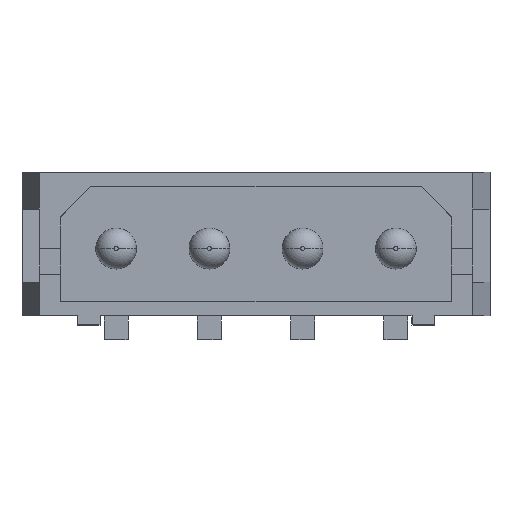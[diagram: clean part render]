
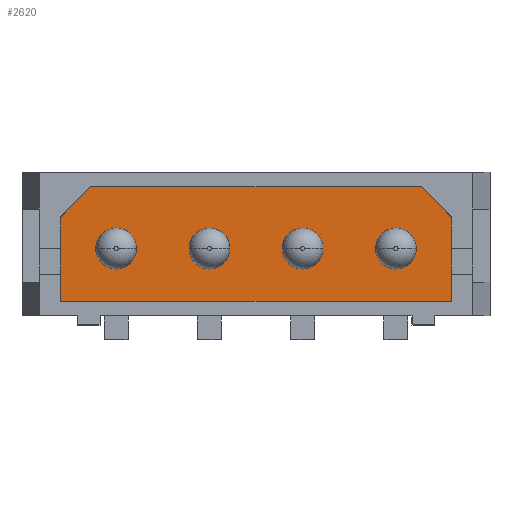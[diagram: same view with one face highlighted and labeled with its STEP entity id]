
A CAD part, top view. The second image highlights one B-rep face of the part: STEP entity #2620.
In plain terms, the highlighted planar face has unit normal (0, 0, 1).
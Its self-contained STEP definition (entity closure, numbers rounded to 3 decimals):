
#1 = AXIS2_PLACEMENT_3D ( 'NONE', #1636, #3580, #1936 ) ;
#5 = VECTOR ( 'NONE', #1493, 1000. ) ;
#10 = AXIS2_PLACEMENT_3D ( 'NONE', #3567, #1914, #175 ) ;
#23 = AXIS2_PLACEMENT_3D ( 'NONE', #1021, #3042, #1306 ) ;
#34 = ORIENTED_EDGE ( 'NONE', *, *, #2202, .F. ) ;
#35 = AXIS2_PLACEMENT_3D ( 'NONE', #1109, #2381, #1001 ) ;
#40 = CARTESIAN_POINT ( 'NONE',  ( -8.73, 0., 4.2 ) ) ;
#51 = CARTESIAN_POINT ( 'NONE',  ( 1.43, 0., 4.2 ) ) ;
#85 = AXIS2_PLACEMENT_3D ( 'NONE', #3361, #1681, #3613 ) ;
#122 = ORIENTED_EDGE ( 'NONE', *, *, #2883, .T. ) ;
#132 = CARTESIAN_POINT ( 'NONE',  ( -10.65, -2.875, 4.2 ) ) ;
#140 = CIRCLE ( 'NONE', #23, 1.11 ) ;
#175 = DIRECTION ( 'NONE',  ( 1., 0., 0. ) ) ;
#177 = DIRECTION ( 'NONE',  ( 0., 0., 1. ) ) ;
#191 = CARTESIAN_POINT ( 'NONE',  ( -6.51, 0., 4.2 ) ) ;
#218 = EDGE_LOOP ( 'NONE', ( #34, #793 ) ) ;
#221 = CARTESIAN_POINT ( 'NONE',  ( -1.43, 0., 4.2 ) ) ;
#246 = LINE ( 'NONE', #132, #925 ) ;
#274 = DIRECTION ( 'NONE',  ( 0., 0., 1. ) ) ;
#321 = ORIENTED_EDGE ( 'NONE', *, *, #1924, .T. ) ;
#334 = CIRCLE ( 'NONE', #1652, 1.11 ) ;
#396 = ORIENTED_EDGE ( 'NONE', *, *, #1484, .F. ) ;
#413 = VERTEX_POINT ( 'NONE', #831 ) ;
#482 = LINE ( 'NONE', #855, #1937 ) ;
#584 = CIRCLE ( 'NONE', #3500, 1.11 ) ;
#678 = FACE_OUTER_BOUND ( 'NONE', #1293, .T. ) ;
#685 = CIRCLE ( 'NONE', #35, 1.11 ) ;
#736 = CIRCLE ( 'NONE', #10, 1.11 ) ;
#793 = ORIENTED_EDGE ( 'NONE', *, *, #1511, .F. ) ;
#831 = CARTESIAN_POINT ( 'NONE',  ( -10.65, 1.725, 4.2 ) ) ;
#855 = CARTESIAN_POINT ( 'NONE',  ( -9., 3.375, 4.2 ) ) ;
#865 = DIRECTION ( 'NONE',  ( 0., 0., 1. ) ) ;
#904 = ORIENTED_EDGE ( 'NONE', *, *, #1500, .T. ) ;
#925 = VECTOR ( 'NONE', #3531, 1000. ) ;
#967 = CARTESIAN_POINT ( 'NONE',  ( -9., 3.375, 4.2 ) ) ;
#976 = VERTEX_POINT ( 'NONE', #3638 ) ;
#1001 = DIRECTION ( 'NONE',  ( 1., 0., 0. ) ) ;
#1021 = CARTESIAN_POINT ( 'NONE',  ( 2.54, 0., 4.2 ) ) ;
#1041 = CARTESIAN_POINT ( 'NONE',  ( -2.54, 0., 4.2 ) ) ;
#1071 = ORIENTED_EDGE ( 'NONE', *, *, #2467, .F. ) ;
#1109 = CARTESIAN_POINT ( 'NONE',  ( 2.54, 0., 4.2 ) ) ;
#1195 = VERTEX_POINT ( 'NONE', #967 ) ;
#1247 = VECTOR ( 'NONE', #2884, 1000. ) ;
#1293 = EDGE_LOOP ( 'NONE', ( #122, #904, #1765, #2544, #3252, #321 ) ) ;
#1306 = DIRECTION ( 'NONE',  ( 1., 0., 0. ) ) ;
#1334 = DIRECTION ( 'NONE',  ( 1., 0., 0. ) ) ;
#1356 = FACE_BOUND ( 'NONE', #2714, .T. ) ;
#1392 = CARTESIAN_POINT ( 'NONE',  ( 6.51, 0., 4.2 ) ) ;
#1416 = DIRECTION ( 'NONE',  ( 0., 1., 0. ) ) ;
#1428 = CARTESIAN_POINT ( 'NONE',  ( -3.65, 0., 4.2 ) ) ;
#1484 = EDGE_CURVE ( 'NONE', #2132, #2191, #2082, .T. ) ;
#1493 = DIRECTION ( 'NONE',  ( 0., -1., 0. ) ) ;
#1500 = EDGE_CURVE ( 'NONE', #976, #1585, #246, .T. ) ;
#1511 = EDGE_CURVE ( 'NONE', #1695, #3498, #140, .T. ) ;
#1514 = CIRCLE ( 'NONE', #1, 1.11 ) ;
#1530 = EDGE_CURVE ( 'NONE', #2680, #3158, #736, .T. ) ;
#1539 = EDGE_CURVE ( 'NONE', #1558, #2862, #1514, .T. ) ;
#1558 = VERTEX_POINT ( 'NONE', #191 ) ;
#1585 = VERTEX_POINT ( 'NONE', #3096 ) ;
#1636 = CARTESIAN_POINT ( 'NONE',  ( -7.62, 0., 4.2 ) ) ;
#1652 = AXIS2_PLACEMENT_3D ( 'NONE', #1041, #3065, #1334 ) ;
#1681 = DIRECTION ( 'NONE',  ( 0., 0., 1. ) ) ;
#1695 = VERTEX_POINT ( 'NONE', #1913 ) ;
#1706 = VERTEX_POINT ( 'NONE', #3072 ) ;
#1721 = CARTESIAN_POINT ( 'NONE',  ( 9., 3.375, 4.2 ) ) ;
#1765 = ORIENTED_EDGE ( 'NONE', *, *, #1895, .T. ) ;
#1846 = ORIENTED_EDGE ( 'NONE', *, *, #1530, .F. ) ;
#1889 = EDGE_CURVE ( 'NONE', #2862, #1558, #584, .T. ) ;
#1895 = EDGE_CURVE ( 'NONE', #1585, #1706, #2895, .T. ) ;
#1902 = EDGE_CURVE ( 'NONE', #1706, #2122, #2213, .T. ) ;
#1913 = CARTESIAN_POINT ( 'NONE',  ( 3.65, 0., 4.2 ) ) ;
#1914 = DIRECTION ( 'NONE',  ( 0., 0., 1. ) ) ;
#1917 = EDGE_CURVE ( 'NONE', #2122, #1195, #3496, .T. ) ;
#1918 = CARTESIAN_POINT ( 'NONE',  ( -10.65, -2.875, 4.2 ) ) ;
#1924 = EDGE_CURVE ( 'NONE', #1195, #413, #482, .T. ) ;
#1933 = EDGE_CURVE ( 'NONE', #2191, #2132, #2045, .T. ) ;
#1936 = DIRECTION ( 'NONE',  ( 1., 0., 0. ) ) ;
#1937 = VECTOR ( 'NONE', #3412, 1000. ) ;
#2019 = CARTESIAN_POINT ( 'NONE',  ( -7.62, 0., 4.2 ) ) ;
#2045 = CIRCLE ( 'NONE', #3159, 1.11 ) ;
#2082 = CIRCLE ( 'NONE', #85, 1.11 ) ;
#2122 = VERTEX_POINT ( 'NONE', #3561 ) ;
#2132 = VERTEX_POINT ( 'NONE', #3576 ) ;
#2142 = FACE_BOUND ( 'NONE', #218, .T. ) ;
#2191 = VERTEX_POINT ( 'NONE', #1392 ) ;
#2202 = EDGE_CURVE ( 'NONE', #3498, #1695, #685, .T. ) ;
#2213 = LINE ( 'NONE', #2601, #1247 ) ;
#2218 = DIRECTION ( 'NONE',  ( 1., 0., 0. ) ) ;
#2230 = FACE_BOUND ( 'NONE', #2333, .T. ) ;
#2274 = AXIS2_PLACEMENT_3D ( 'NONE', #1918, #177, #2218 ) ;
#2318 = DIRECTION ( 'NONE',  ( 1., 0., 0. ) ) ;
#2333 = EDGE_LOOP ( 'NONE', ( #3094, #3107 ) ) ;
#2381 = DIRECTION ( 'NONE',  ( 0., 0., 1. ) ) ;
#2467 = EDGE_CURVE ( 'NONE', #3158, #2680, #334, .T. ) ;
#2544 = ORIENTED_EDGE ( 'NONE', *, *, #1902, .T. ) ;
#2601 = CARTESIAN_POINT ( 'NONE',  ( 10.65, 1.725, 4.2 ) ) ;
#2613 = CARTESIAN_POINT ( 'NONE',  ( 7.62, 0., 4.2 ) ) ;
#2620 = ADVANCED_FACE ( 'NONE', ( #2142, #2230, #678, #2910, #1356 ), #3060, .T. ) ;
#2680 = VERTEX_POINT ( 'NONE', #221 ) ;
#2714 = EDGE_LOOP ( 'NONE', ( #3342, #396 ) ) ;
#2804 = VECTOR ( 'NONE', #1416, 1000. ) ;
#2862 = VERTEX_POINT ( 'NONE', #40 ) ;
#2883 = EDGE_CURVE ( 'NONE', #413, #976, #3583, .T. ) ;
#2884 = DIRECTION ( 'NONE',  ( -0.707, 0.707, 0. ) ) ;
#2895 = LINE ( 'NONE', #3646, #2804 ) ;
#2898 = DIRECTION ( 'NONE',  ( 1., 0., 0. ) ) ;
#2910 = FACE_BOUND ( 'NONE', #3647, .T. ) ;
#2942 = CARTESIAN_POINT ( 'NONE',  ( -10.65, 1.725, 4.2 ) ) ;
#3042 = DIRECTION ( 'NONE',  ( 0., 0., 1. ) ) ;
#3060 = PLANE ( 'NONE',  #2274 ) ;
#3065 = DIRECTION ( 'NONE',  ( 0., 0., 1. ) ) ;
#3072 = CARTESIAN_POINT ( 'NONE',  ( 10.65, 1.725, 4.2 ) ) ;
#3094 = ORIENTED_EDGE ( 'NONE', *, *, #1889, .F. ) ;
#3096 = CARTESIAN_POINT ( 'NONE',  ( 10.65, -2.875, 4.2 ) ) ;
#3107 = ORIENTED_EDGE ( 'NONE', *, *, #1539, .F. ) ;
#3158 = VERTEX_POINT ( 'NONE', #1428 ) ;
#3159 = AXIS2_PLACEMENT_3D ( 'NONE', #2613, #865, #2898 ) ;
#3252 = ORIENTED_EDGE ( 'NONE', *, *, #1917, .T. ) ;
#3342 = ORIENTED_EDGE ( 'NONE', *, *, #1933, .F. ) ;
#3361 = CARTESIAN_POINT ( 'NONE',  ( 7.62, 0., 4.2 ) ) ;
#3401 = DIRECTION ( 'NONE',  ( -1., 0., 0. ) ) ;
#3412 = DIRECTION ( 'NONE',  ( -0.707, -0.707, 0. ) ) ;
#3429 = VECTOR ( 'NONE', #3401, 1000. ) ;
#3496 = LINE ( 'NONE', #1721, #3429 ) ;
#3498 = VERTEX_POINT ( 'NONE', #51 ) ;
#3500 = AXIS2_PLACEMENT_3D ( 'NONE', #2019, #274, #2318 ) ;
#3531 = DIRECTION ( 'NONE',  ( 1., 0., 0. ) ) ;
#3561 = CARTESIAN_POINT ( 'NONE',  ( 9., 3.375, 4.2 ) ) ;
#3567 = CARTESIAN_POINT ( 'NONE',  ( -2.54, 0., 4.2 ) ) ;
#3576 = CARTESIAN_POINT ( 'NONE',  ( 8.73, 0., 4.2 ) ) ;
#3580 = DIRECTION ( 'NONE',  ( 0., 0., 1. ) ) ;
#3583 = LINE ( 'NONE', #2942, #5 ) ;
#3613 = DIRECTION ( 'NONE',  ( 1., 0., 0. ) ) ;
#3638 = CARTESIAN_POINT ( 'NONE',  ( -10.65, -2.875, 4.2 ) ) ;
#3646 = CARTESIAN_POINT ( 'NONE',  ( 10.65, -2.875, 4.2 ) ) ;
#3647 = EDGE_LOOP ( 'NONE', ( #1071, #1846 ) ) ;
